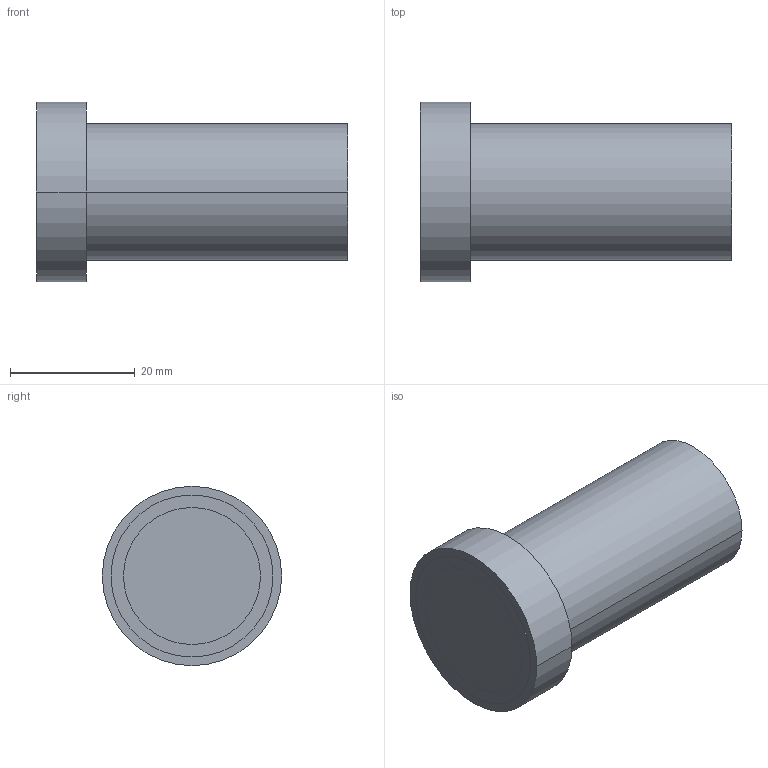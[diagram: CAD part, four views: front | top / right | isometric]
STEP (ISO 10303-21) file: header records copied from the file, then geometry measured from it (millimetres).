
FILE_DESCRIPTION(/* description */ ('VariCAD 2021-1.02 AP-214'),/* implementation_level */ '2;1');
FILE_NAME(/* name */ 'part-90_PushButton.stp',/* time_stamp */ '2022-06-12T18:23:18+02:00',/* author */ (''),/* organization */ (''),/* preprocessor_version */ 'VariCAD 2021-1.02',/* originating_system */ 'VariCAD 2021-1.02; kernel version (20180118)',/* authorisation */ '');
FILE_SCHEMA(('AUTOMOTIVE_DESIGN'));
Length unit declared in the file: millimetre
Products named in the file (4): part-90_PushButton
Assembly tree (3 placements, depth 2):
  part-90_PushButton
    (unnamed)
    (unnamed)
    (unnamed)
Bounding box: 50.1 x 28.8 x 28.8 mm (x, y, z)
Volume: 24218.2 mm3; surface area: 7549.6 mm2
Topology: 3 solids, 3 shells, 14 faces, 24 edges, 16 vertices
Faces by surface type: cylinder 8, plane 6
Entity records: 477 total; most frequent: DIRECTION 88, CARTESIAN_POINT 64, ORIENTED_EDGE 48, AXIS2_PLACEMENT_3D 40, EDGE_CURVE 24, EDGE_LOOP 16, CIRCLE 16, VERTEX_POINT 16
